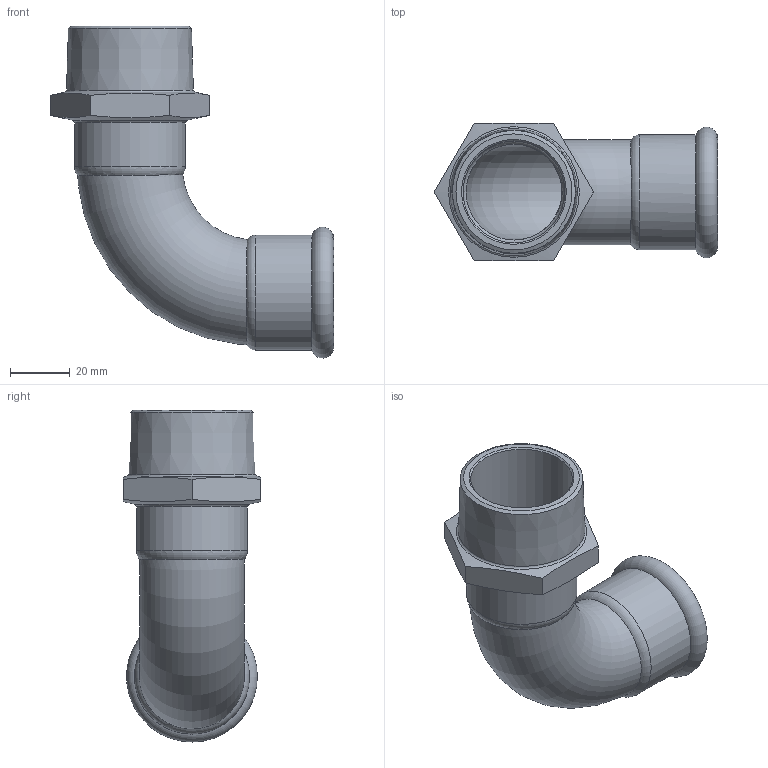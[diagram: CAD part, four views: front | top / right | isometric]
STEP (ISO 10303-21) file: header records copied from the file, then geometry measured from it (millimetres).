
FILE_DESCRIPTION(/* description */ ('Curva 90° Maschio-Femmina 1" 1/4x35 Inox'),/* implementation_level */ '2;1');
FILE_NAME(/* name */ '186114035_Inoxpres.stp',/* time_stamp */ '2022-10-11T15:40:50+02:00',/* author */ ('Vault'),/* organization */ ('Raccorderie metalliche s.p.a. '),/* preprocessor_version */ 'ST-DEVELOPER v18.1',/* originating_system */ 'Autodesk Inventor 2020',/* authorisation */ 'Raccorderie metalliche s.p.a. ');
FILE_SCHEMA (('AUTOMOTIVE_DESIGN { 1 0 10303 214 3 1 1 }'));
Length unit declared in the file: millimetre
Products named in the file (1): 186114035_Inoxpres
Bounding box: 94.56 x 46 x 110.84 mm (x, y, z)
Volume: 37642.6 mm3; surface area: 33076.9 mm2
Topology: 1 solids, 1 shells, 31 faces, 96 edges, 66 vertices
Faces by surface type: torus 11, cone 7, plane 7, cylinder 6
Full cylindrical faces by diameter (mm): 34 x1, 35.4 x1, 35.8 x2, 37 x1, 38.4 x1
Entity records: 1302 total; most frequent: CARTESIAN_POINT 390, DIRECTION 196, ORIENTED_EDGE 192, EDGE_CURVE 96, AXIS2_PLACEMENT_3D 89, VERTEX_POINT 66, CIRCLE 57, EDGE_LOOP 32
